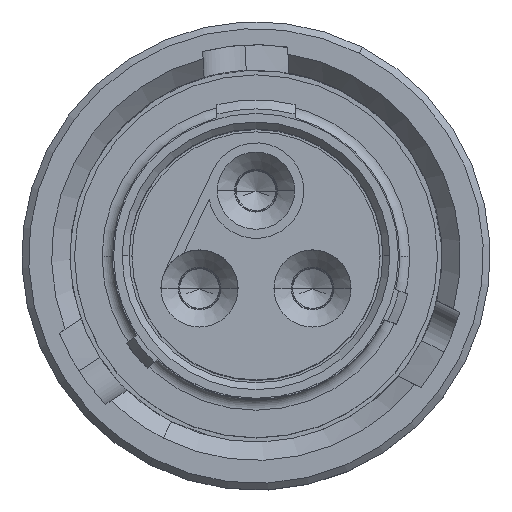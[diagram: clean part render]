
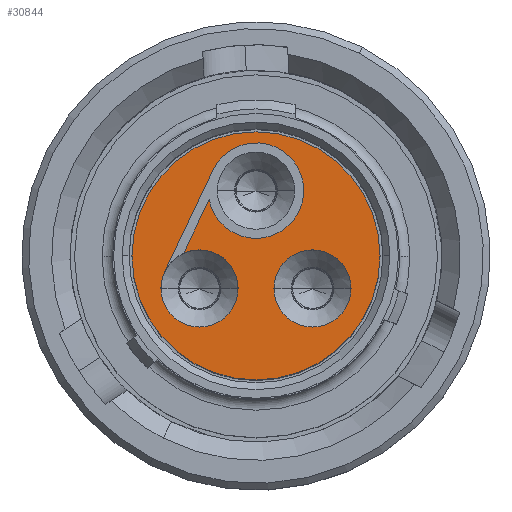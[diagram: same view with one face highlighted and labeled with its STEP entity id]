
A CAD part, top view. The second image highlights one B-rep face of the part: STEP entity #30844.
In plain terms, the highlighted planar face has unit normal (0, 0, 1).
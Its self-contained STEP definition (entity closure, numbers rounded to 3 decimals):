
#427 = ORIENTED_EDGE ( 'NONE', *, *, #12869, .T. ) ;
#640 = VERTEX_POINT ( 'NONE', #20989 ) ;
#904 = CARTESIAN_POINT ( 'NONE',  ( -1.022, 1.225, 17.686 ) ) ;
#1109 = FACE_OUTER_BOUND ( 'NONE', #13531, .T. ) ;
#1222 = CARTESIAN_POINT ( 'NONE',  ( 1.23, -0.71, 17.686 ) ) ;
#1412 = VERTEX_POINT ( 'NONE', #31728 ) ;
#1781 = DIRECTION ( 'NONE',  ( -1., 0., 0. ) ) ;
#1851 = CARTESIAN_POINT ( 'NONE',  ( -2.7, 0., 17.686 ) ) ;
#3385 = EDGE_CURVE ( 'NONE', #15477, #24710, #28665, .T. ) ;
#3507 = DIRECTION ( 'NONE',  ( 1., 0., 0. ) ) ;
#4066 = CARTESIAN_POINT ( 'NONE',  ( -2.07, -0.71, 17.686 ) ) ;
#4203 = CIRCLE ( 'NONE', #16172, 2.7 ) ;
#4328 = DIRECTION ( 'NONE',  ( 1., 0., 0. ) ) ;
#4345 = AXIS2_PLACEMENT_3D ( 'NONE', #26212, #13977, #1781 ) ;
#4921 = DIRECTION ( 'NONE',  ( 1., 0., 0. ) ) ;
#5002 = CARTESIAN_POINT ( 'NONE',  ( 0., 1.42, 17.686 ) ) ;
#5598 = VERTEX_POINT ( 'NONE', #7660 ) ;
#6079 = VERTEX_POINT ( 'NONE', #31438 ) ;
#6572 = DIRECTION ( 'NONE',  ( 0., 0., 1. ) ) ;
#6609 = VERTEX_POINT ( 'NONE', #17247 ) ;
#6642 = PLANE ( 'NONE',  #4345 ) ;
#7072 = AXIS2_PLACEMENT_3D ( 'NONE', #1222, #15978, #3507 ) ;
#7660 = CARTESIAN_POINT ( 'NONE',  ( -0.39, -0.71, 17.686 ) ) ;
#7885 = AXIS2_PLACEMENT_3D ( 'NONE', #25265, #19940, #7915 ) ;
#7915 = DIRECTION ( 'NONE',  ( 1., 0., 0. ) ) ;
#8580 = ORIENTED_EDGE ( 'NONE', *, *, #3385, .F. ) ;
#8720 = CIRCLE ( 'NONE', #19005, 0.84 ) ;
#9195 = EDGE_CURVE ( 'NONE', #5598, #1412, #8720, .T. ) ;
#10471 = EDGE_CURVE ( 'NONE', #6609, #19206, #4203, .T. ) ;
#10634 = VECTOR ( 'NONE', #27457, 1000. ) ;
#11689 = EDGE_CURVE ( 'NONE', #6079, #22859, #24712, .T. ) ;
#12331 = CARTESIAN_POINT ( 'NONE',  ( 2.07, -0.71, 17.686 ) ) ;
#12542 = ORIENTED_EDGE ( 'NONE', *, *, #25864, .F. ) ;
#12869 = EDGE_CURVE ( 'NONE', #19206, #6609, #25061, .T. ) ;
#13408 = CARTESIAN_POINT ( 'NONE',  ( 0., 0., 17.686 ) ) ;
#13531 = EDGE_LOOP ( 'NONE', ( #15399, #427 ) ) ;
#13669 = EDGE_CURVE ( 'NONE', #17650, #640, #24970, .T. ) ;
#13977 = DIRECTION ( 'NONE',  ( 0., 0., -1. ) ) ;
#14028 = ORIENTED_EDGE ( 'NONE', *, *, #17941, .F. ) ;
#14032 = DIRECTION ( 'NONE',  ( 0.428, 0.904, 0. ) ) ;
#14160 = DIRECTION ( 'NONE',  ( 1., 0., 0. ) ) ;
#14713 = EDGE_LOOP ( 'NONE', ( #12542, #21841, #14028, #16271, #16792, #8580 ) ) ;
#14806 = DIRECTION ( 'NONE',  ( 1., 0., 0. ) ) ;
#15041 = AXIS2_PLACEMENT_3D ( 'NONE', #5002, #22229, #14806 ) ;
#15399 = ORIENTED_EDGE ( 'NONE', *, *, #10471, .T. ) ;
#15477 = VERTEX_POINT ( 'NONE', #904 ) ;
#15492 = EDGE_CURVE ( 'NONE', #640, #17650, #16730, .T. ) ;
#15973 = DIRECTION ( 'NONE',  ( 1., 0., 0. ) ) ;
#15978 = DIRECTION ( 'NONE',  ( 0., 0., 1. ) ) ;
#16107 = AXIS2_PLACEMENT_3D ( 'NONE', #13408, #30516, #15973 ) ;
#16172 = AXIS2_PLACEMENT_3D ( 'NONE', #31710, #17089, #24164 ) ;
#16271 = ORIENTED_EDGE ( 'NONE', *, *, #11689, .F. ) ;
#16438 = FACE_BOUND ( 'NONE', #21899, .T. ) ;
#16730 = CIRCLE ( 'NONE', #7072, 0.84 ) ;
#16738 = LINE ( 'NONE', #20418, #10634 ) ;
#16792 = ORIENTED_EDGE ( 'NONE', *, *, #31160, .F. ) ;
#17089 = DIRECTION ( 'NONE',  ( 0., 0., 1. ) ) ;
#17247 = CARTESIAN_POINT ( 'NONE',  ( 2.7, 0., 17.686 ) ) ;
#17650 = VERTEX_POINT ( 'NONE', #12331 ) ;
#17941 = EDGE_CURVE ( 'NONE', #22859, #5598, #19084, .T. ) ;
#19005 = AXIS2_PLACEMENT_3D ( 'NONE', #31064, #19229, #14160 ) ;
#19084 = CIRCLE ( 'NONE', #26046, 0.84 ) ;
#19206 = VERTEX_POINT ( 'NONE', #1851 ) ;
#19229 = DIRECTION ( 'NONE',  ( 0., 0., 1. ) ) ;
#19596 = DIRECTION ( 'NONE',  ( 0., 0., 1. ) ) ;
#19940 = DIRECTION ( 'NONE',  ( 0., 0., 1. ) ) ;
#20418 = CARTESIAN_POINT ( 'NONE',  ( -0.94, 1.865, 17.686 ) ) ;
#20871 = AXIS2_PLACEMENT_3D ( 'NONE', #26844, #19596, #4921 ) ;
#20989 = CARTESIAN_POINT ( 'NONE',  ( 0.39, -0.71, 17.686 ) ) ;
#21841 = ORIENTED_EDGE ( 'NONE', *, *, #9195, .F. ) ;
#21854 = ORIENTED_EDGE ( 'NONE', *, *, #13669, .F. ) ;
#21899 = EDGE_LOOP ( 'NONE', ( #21854, #24089 ) ) ;
#22229 = DIRECTION ( 'NONE',  ( 0., 0., 1. ) ) ;
#22682 = LINE ( 'NONE', #31137, #28360 ) ;
#22859 = VERTEX_POINT ( 'NONE', #4066 ) ;
#23367 = CARTESIAN_POINT ( 'NONE',  ( -1.23, -0.71, 17.686 ) ) ;
#24089 = ORIENTED_EDGE ( 'NONE', *, *, #15492, .F. ) ;
#24164 = DIRECTION ( 'NONE',  ( 1., 0., 0. ) ) ;
#24693 = CARTESIAN_POINT ( 'NONE',  ( -0.94, 1.865, 17.686 ) ) ;
#24710 = VERTEX_POINT ( 'NONE', #24693 ) ;
#24712 = CIRCLE ( 'NONE', #7885, 0.84 ) ;
#24970 = CIRCLE ( 'NONE', #20871, 0.84 ) ;
#25061 = CIRCLE ( 'NONE', #16107, 2.7 ) ;
#25265 = CARTESIAN_POINT ( 'NONE',  ( -1.23, -0.71, 17.686 ) ) ;
#25864 = EDGE_CURVE ( 'NONE', #1412, #15477, #22682, .T. ) ;
#26046 = AXIS2_PLACEMENT_3D ( 'NONE', #23367, #6572, #4328 ) ;
#26212 = CARTESIAN_POINT ( 'NONE',  ( 0., 0., 17.686 ) ) ;
#26787 = FACE_BOUND ( 'NONE', #14713, .T. ) ;
#26844 = CARTESIAN_POINT ( 'NONE',  ( 1.23, -0.71, 17.686 ) ) ;
#27457 = DIRECTION ( 'NONE',  ( -0.428, -0.904, 0. ) ) ;
#28360 = VECTOR ( 'NONE', #14032, 1000. ) ;
#28665 = CIRCLE ( 'NONE', #15041, 1.04 ) ;
#30516 = DIRECTION ( 'NONE',  ( 0., 0., 1. ) ) ;
#30844 = ADVANCED_FACE ( 'NONE', ( #1109, #16438, #26787 ), #6642, .F. ) ;
#31064 = CARTESIAN_POINT ( 'NONE',  ( -1.23, -0.71, 17.686 ) ) ;
#31137 = CARTESIAN_POINT ( 'NONE',  ( -1.022, 1.225, 17.686 ) ) ;
#31160 = EDGE_CURVE ( 'NONE', #24710, #6079, #16738, .T. ) ;
#31438 = CARTESIAN_POINT ( 'NONE',  ( -1.989, -0.351, 17.686 ) ) ;
#31710 = CARTESIAN_POINT ( 'NONE',  ( 0., 0., 17.686 ) ) ;
#31728 = CARTESIAN_POINT ( 'NONE',  ( -1.575, 0.056, 17.686 ) ) ;
